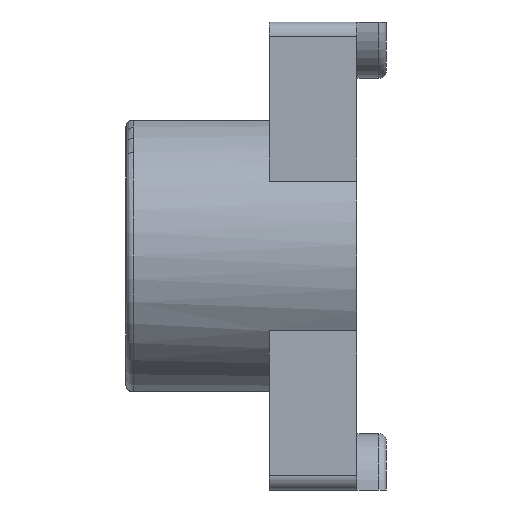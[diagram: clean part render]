
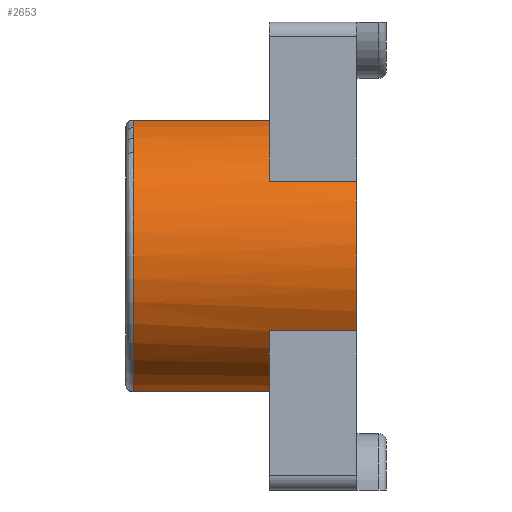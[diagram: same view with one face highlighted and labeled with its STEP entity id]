
A CAD part, left-side view. The second image highlights one B-rep face of the part: STEP entity #2653.
In plain terms, the highlighted cylindrical face has radius 9.5 mm (diameter 19 mm), a partial arc.
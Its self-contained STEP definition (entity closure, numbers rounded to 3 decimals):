
#63 = CARTESIAN_POINT ( 'NONE',  ( 3.331, 8.234, 5.067 ) ) ;
#124 = DIRECTION ( 'NONE',  ( 0., 1., 0. ) ) ;
#217 = CARTESIAN_POINT ( 'NONE',  ( 3.331, 18.034, 23.641 ) ) ;
#312 = AXIS2_PLACEMENT_3D ( 'NONE', #6548, #3266, #6989 ) ;
#352 = CARTESIAN_POINT ( 'NONE',  ( 3.331, 8.234, 23.641 ) ) ;
#482 = CARTESIAN_POINT ( 'NONE',  ( -2.669, 8.234, 9.231 ) ) ;
#491 = AXIS2_PLACEMENT_3D ( 'NONE', #5748, #2376, #6290 ) ;
#513 = CIRCLE ( 'NONE', #312, 9.5 ) ;
#528 = VERTEX_POINT ( 'NONE', #63 ) ;
#606 = CIRCLE ( 'NONE', #1935, 9.5 ) ;
#680 = CARTESIAN_POINT ( 'NONE',  ( -2.669, 2.234, 19.478 ) ) ;
#824 = ORIENTED_EDGE ( 'NONE', *, *, #4700, .T. ) ;
#916 = VECTOR ( 'NONE', #5303, 1000. ) ;
#949 = CARTESIAN_POINT ( 'NONE',  ( 5.331, 18.034, 14.354 ) ) ;
#959 = LINE ( 'NONE', #1997, #3572 ) ;
#975 = DIRECTION ( 'NONE',  ( 0., -1., 0. ) ) ;
#1024 = DIRECTION ( 'NONE',  ( 0., 0., -1. ) ) ;
#1059 = ORIENTED_EDGE ( 'NONE', *, *, #5185, .T. ) ;
#1205 = AXIS2_PLACEMENT_3D ( 'NONE', #3086, #6843, #3641 ) ;
#1565 = LINE ( 'NONE', #1732, #3065 ) ;
#1566 = VERTEX_POINT ( 'NONE', #1808 ) ;
#1708 = VECTOR ( 'NONE', #124, 1000. ) ;
#1732 = CARTESIAN_POINT ( 'NONE',  ( -2.669, -8.122, 19.478 ) ) ;
#1808 = CARTESIAN_POINT ( 'NONE',  ( 3.331, 17.534, 5.067 ) ) ;
#1868 = CARTESIAN_POINT ( 'NONE',  ( -2.669, 2.234, 9.231 ) ) ;
#1935 = AXIS2_PLACEMENT_3D ( 'NONE', #5568, #5545, #5532 ) ;
#1997 = CARTESIAN_POINT ( 'NONE',  ( -2.669, -8.122, 9.231 ) ) ;
#2120 = EDGE_LOOP ( 'NONE', ( #824, #5175, #1059, #4549, #5501, #5332, #4981, #4809 ) ) ;
#2285 = DIRECTION ( 'NONE',  ( 0., 1., 0. ) ) ;
#2376 = DIRECTION ( 'NONE',  ( 0., 1., 0. ) ) ;
#2451 = VERTEX_POINT ( 'NONE', #352 ) ;
#2517 = VERTEX_POINT ( 'NONE', #482 ) ;
#2557 = DIRECTION ( 'NONE',  ( 0., 1., 0. ) ) ;
#2606 = VERTEX_POINT ( 'NONE', #680 ) ;
#2653 = ADVANCED_FACE ( 'NONE', ( #4311 ), #6524, .T. ) ;
#2932 = AXIS2_PLACEMENT_3D ( 'NONE', #949, #975, #1024 ) ;
#3065 = VECTOR ( 'NONE', #2285, 1000. ) ;
#3086 = CARTESIAN_POINT ( 'NONE',  ( 5.331, 17.534, 14.354 ) ) ;
#3266 = DIRECTION ( 'NONE',  ( 0., 1., 0. ) ) ;
#3385 = CIRCLE ( 'NONE', #491, 9.5 ) ;
#3572 = VECTOR ( 'NONE', #2557, 1000. ) ;
#3641 = DIRECTION ( 'NONE',  ( 0., 0., 1. ) ) ;
#3727 = VERTEX_POINT ( 'NONE', #6343 ) ;
#4311 = FACE_OUTER_BOUND ( 'NONE', #2120, .T. ) ;
#4375 = LINE ( 'NONE', #6398, #916 ) ;
#4496 = EDGE_CURVE ( 'NONE', #6910, #2451, #606, .T. ) ;
#4549 = ORIENTED_EDGE ( 'NONE', *, *, #6118, .T. ) ;
#4690 = LINE ( 'NONE', #217, #1708 ) ;
#4700 = EDGE_CURVE ( 'NONE', #2451, #3727, #4690, .T. ) ;
#4809 = ORIENTED_EDGE ( 'NONE', *, *, #4496, .T. ) ;
#4981 = ORIENTED_EDGE ( 'NONE', *, *, #5660, .T. ) ;
#5175 = ORIENTED_EDGE ( 'NONE', *, *, #5180, .T. ) ;
#5180 = EDGE_CURVE ( 'NONE', #3727, #1566, #6731, .T. ) ;
#5185 = EDGE_CURVE ( 'NONE', #1566, #528, #4375, .T. ) ;
#5303 = DIRECTION ( 'NONE',  ( 0., -1., 0. ) ) ;
#5332 = ORIENTED_EDGE ( 'NONE', *, *, #5962, .T. ) ;
#5501 = ORIENTED_EDGE ( 'NONE', *, *, #6055, .F. ) ;
#5532 = DIRECTION ( 'NONE',  ( 0., 0., 1. ) ) ;
#5535 = CARTESIAN_POINT ( 'NONE',  ( -2.669, 8.234, 19.478 ) ) ;
#5545 = DIRECTION ( 'NONE',  ( 0., 1., 0. ) ) ;
#5568 = CARTESIAN_POINT ( 'NONE',  ( 5.331, 8.234, 14.354 ) ) ;
#5660 = EDGE_CURVE ( 'NONE', #2606, #6910, #1565, .T. ) ;
#5748 = CARTESIAN_POINT ( 'NONE',  ( 5.331, 2.234, 14.354 ) ) ;
#5962 = EDGE_CURVE ( 'NONE', #5977, #2606, #3385, .T. ) ;
#5977 = VERTEX_POINT ( 'NONE', #1868 ) ;
#6055 = EDGE_CURVE ( 'NONE', #5977, #2517, #959, .T. ) ;
#6118 = EDGE_CURVE ( 'NONE', #528, #2517, #513, .T. ) ;
#6290 = DIRECTION ( 'NONE',  ( 0., 0., 1. ) ) ;
#6343 = CARTESIAN_POINT ( 'NONE',  ( 3.331, 17.534, 23.641 ) ) ;
#6398 = CARTESIAN_POINT ( 'NONE',  ( 3.331, 18.034, 5.067 ) ) ;
#6524 = CYLINDRICAL_SURFACE ( 'NONE', #2932, 9.5 ) ;
#6548 = CARTESIAN_POINT ( 'NONE',  ( 5.331, 8.234, 14.354 ) ) ;
#6731 = CIRCLE ( 'NONE', #1205, 9.5 ) ;
#6843 = DIRECTION ( 'NONE',  ( 0., -1., 0. ) ) ;
#6910 = VERTEX_POINT ( 'NONE', #5535 ) ;
#6989 = DIRECTION ( 'NONE',  ( 0., 0., 1. ) ) ;
